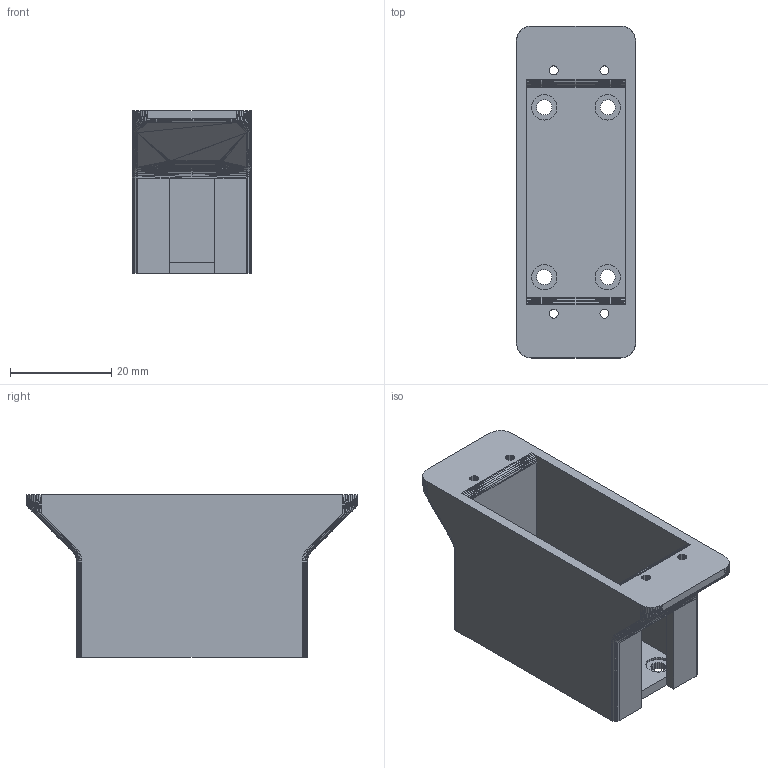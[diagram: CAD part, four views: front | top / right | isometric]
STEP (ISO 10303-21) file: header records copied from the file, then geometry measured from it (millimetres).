
FILE_DESCRIPTION(('FreeCAD Model'),'2;1');
FILE_NAME('Open CASCADE Shape Model','2026-02-05T21:05:22',('Author'),( ''),'Open CASCADE STEP processor 7.8','FreeCAD','Unknown');
FILE_SCHEMA(('AUTOMOTIVE_DESIGN { 1 0 10303 214 1 1 1 1 }'));
Length unit declared in the file: millimetre
Products named in the file (1): servo_bracket_anvil_style002
Bounding box: 23.5 x 65.5 x 32 mm (x, y, z)
Surface area: 11069.2 mm2 (no closed solid volume)
Topology: 0 solids, 1 shells, 2278 faces, 3981 edges, 1704 vertices
Faces by surface type: plane 2278
Entity records: 49563 total; most frequent: DIRECTION 8539, CARTESIAN_POINT 7964, ORIENTED_EDGE 7962, EDGE_CURVE 3981, LINE 3981, VECTOR 3981, FACE_BOUND 2295, EDGE_LOOP 2295
